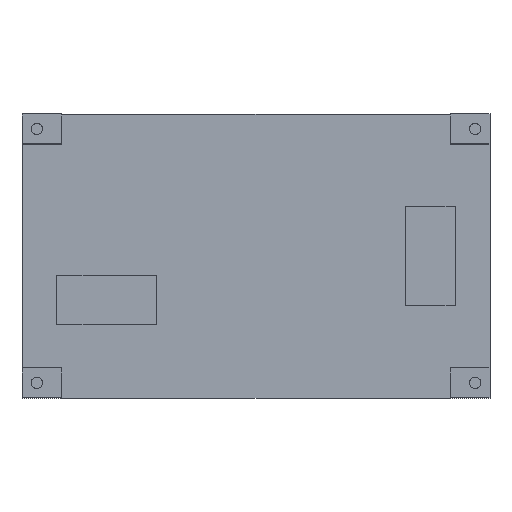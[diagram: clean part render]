
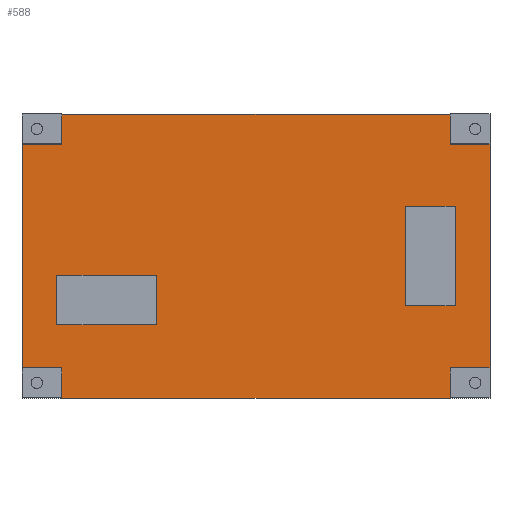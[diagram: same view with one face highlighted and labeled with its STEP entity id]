
A CAD part, top view. The second image highlights one B-rep face of the part: STEP entity #588.
In plain terms, the highlighted planar face has unit normal (0, 0, 1).
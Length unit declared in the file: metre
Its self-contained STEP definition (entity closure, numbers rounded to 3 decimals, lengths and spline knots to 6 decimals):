
#24=ORIENTED_EDGE('',*,*,#184,.T.);
#25=ORIENTED_EDGE('',*,*,#185,.F.);
#26=ORIENTED_EDGE('',*,*,#186,.F.);
#27=ORIENTED_EDGE('',*,*,#187,.T.);
#28=ORIENTED_EDGE('',*,*,#188,.F.);
#29=ORIENTED_EDGE('',*,*,#189,.T.);
#30=ORIENTED_EDGE('',*,*,#190,.T.);
#31=ORIENTED_EDGE('',*,*,#191,.F.);
#32=ORIENTED_EDGE('',*,*,#192,.T.);
#33=ORIENTED_EDGE('',*,*,#193,.T.);
#34=ORIENTED_EDGE('',*,*,#194,.F.);
#35=ORIENTED_EDGE('',*,*,#195,.F.);
#36=ORIENTED_EDGE('',*,*,#196,.T.);
#37=ORIENTED_EDGE('',*,*,#197,.T.);
#38=ORIENTED_EDGE('',*,*,#198,.F.);
#39=ORIENTED_EDGE('',*,*,#199,.F.);
#40=ORIENTED_EDGE('',*,*,#200,.T.);
#41=ORIENTED_EDGE('',*,*,#201,.T.);
#42=ORIENTED_EDGE('',*,*,#202,.F.);
#43=ORIENTED_EDGE('',*,*,#203,.F.);
#184=EDGE_CURVE('',#264,#265,#320,.T.);
#185=EDGE_CURVE('',#266,#265,#321,.T.);
#186=EDGE_CURVE('',#267,#266,#322,.T.);
#187=EDGE_CURVE('',#267,#268,#323,.T.);
#188=EDGE_CURVE('',#269,#268,#324,.T.);
#189=EDGE_CURVE('',#269,#270,#325,.T.);
#190=EDGE_CURVE('',#270,#271,#326,.T.);
#191=EDGE_CURVE('',#272,#271,#327,.T.);
#192=EDGE_CURVE('',#272,#273,#328,.T.);
#193=EDGE_CURVE('',#273,#274,#329,.T.);
#194=EDGE_CURVE('',#275,#274,#330,.T.);
#195=EDGE_CURVE('',#264,#275,#331,.T.);
#196=EDGE_CURVE('',#276,#277,#332,.T.);
#197=EDGE_CURVE('',#277,#278,#333,.T.);
#198=EDGE_CURVE('',#279,#278,#334,.T.);
#199=EDGE_CURVE('',#276,#279,#335,.T.);
#200=EDGE_CURVE('',#280,#281,#336,.T.);
#201=EDGE_CURVE('',#281,#282,#337,.T.);
#202=EDGE_CURVE('',#283,#282,#338,.T.);
#203=EDGE_CURVE('',#280,#283,#339,.T.);
#264=VERTEX_POINT('',#846);
#265=VERTEX_POINT('',#847);
#266=VERTEX_POINT('',#849);
#267=VERTEX_POINT('',#851);
#268=VERTEX_POINT('',#853);
#269=VERTEX_POINT('',#855);
#270=VERTEX_POINT('',#857);
#271=VERTEX_POINT('',#859);
#272=VERTEX_POINT('',#861);
#273=VERTEX_POINT('',#863);
#274=VERTEX_POINT('',#865);
#275=VERTEX_POINT('',#867);
#276=VERTEX_POINT('',#870);
#277=VERTEX_POINT('',#871);
#278=VERTEX_POINT('',#873);
#279=VERTEX_POINT('',#875);
#280=VERTEX_POINT('',#878);
#281=VERTEX_POINT('',#879);
#282=VERTEX_POINT('',#881);
#283=VERTEX_POINT('',#883);
#320=LINE('',#845,#392);
#321=LINE('',#848,#393);
#322=LINE('',#850,#394);
#323=LINE('',#852,#395);
#324=LINE('',#854,#396);
#325=LINE('',#856,#397);
#326=LINE('',#858,#398);
#327=LINE('',#860,#399);
#328=LINE('',#862,#400);
#329=LINE('',#864,#401);
#330=LINE('',#866,#402);
#331=LINE('',#868,#403);
#332=LINE('',#869,#404);
#333=LINE('',#872,#405);
#334=LINE('',#874,#406);
#335=LINE('',#876,#407);
#336=LINE('',#877,#408);
#337=LINE('',#880,#409);
#338=LINE('',#882,#410);
#339=LINE('',#884,#411);
#392=VECTOR('',#685,1.);
#393=VECTOR('',#686,1.);
#394=VECTOR('',#687,1.);
#395=VECTOR('',#688,1.);
#396=VECTOR('',#689,1.);
#397=VECTOR('',#690,1.);
#398=VECTOR('',#691,1.);
#399=VECTOR('',#692,1.);
#400=VECTOR('',#693,1.);
#401=VECTOR('',#694,1.);
#402=VECTOR('',#695,1.);
#403=VECTOR('',#696,1.);
#404=VECTOR('',#697,1.);
#405=VECTOR('',#698,1.);
#406=VECTOR('',#699,1.);
#407=VECTOR('',#700,1.);
#408=VECTOR('',#701,1.);
#409=VECTOR('',#702,1.);
#410=VECTOR('',#703,1.);
#411=VECTOR('',#704,1.);
#464=EDGE_LOOP('',(#24,#25,#26,#27,#28,#29,#30,#31,#32,#33,#34,#35));
#465=EDGE_LOOP('',(#36,#37,#38,#39));
#466=EDGE_LOOP('',(#40,#41,#42,#43));
#510=FACE_BOUND('',#464,.T.);
#511=FACE_BOUND('',#465,.T.);
#512=FACE_BOUND('',#466,.T.);
#556=PLANE('',#637);
#588=ADVANCED_FACE('',(#510,#511,#512),#556,.T.);
#637=AXIS2_PLACEMENT_3D('',#844,#683,#684);
#683=DIRECTION('',(0.,0.,1.));
#684=DIRECTION('',(1.,0.,0.));
#685=DIRECTION('',(-1.,0.,0.));
#686=DIRECTION('',(0.,-1.,0.));
#687=DIRECTION('',(1.,0.,0.));
#688=DIRECTION('',(0.,-1.,0.));
#689=DIRECTION('',(1.,0.,0.));
#690=DIRECTION('',(0.,-1.,0.));
#691=DIRECTION('',(1.,0.,0.));
#692=DIRECTION('',(0.,1.,0.));
#693=DIRECTION('',(1.,0.,0.));
#694=DIRECTION('',(0.,1.,0.));
#695=DIRECTION('',(-1.,0.,0.));
#696=DIRECTION('',(0.,-1.,0.));
#697=DIRECTION('',(1.,0.,0.));
#698=DIRECTION('',(0.,-1.,0.));
#699=DIRECTION('',(1.,0.,0.));
#700=DIRECTION('',(0.,-1.,0.));
#701=DIRECTION('',(1.,0.,0.));
#702=DIRECTION('',(0.,-1.,0.));
#703=DIRECTION('',(1.,0.,0.));
#704=DIRECTION('',(0.,-1.,0.));
#844=CARTESIAN_POINT('',(0.,0.,0.003));
#845=CARTESIAN_POINT('',(0.044,0.0225,0.003));
#846=CARTESIAN_POINT('',(0.047,0.0225,0.003));
#847=CARTESIAN_POINT('',(0.039,0.0225,0.003));
#848=CARTESIAN_POINT('',(0.039,0.0255,0.003));
#849=CARTESIAN_POINT('',(0.039,0.0285,0.003));
#850=CARTESIAN_POINT('',(0.,0.0285,0.003));
#851=CARTESIAN_POINT('',(-0.039,0.0285,0.003));
#852=CARTESIAN_POINT('',(-0.039,0.0255,0.003));
#853=CARTESIAN_POINT('',(-0.039,0.0225,0.003));
#854=CARTESIAN_POINT('',(-0.044,0.0225,0.003));
#855=CARTESIAN_POINT('',(-0.047,0.0225,0.003));
#856=CARTESIAN_POINT('',(-0.047,0.,0.003));
#857=CARTESIAN_POINT('',(-0.047,-0.0225,0.003));
#858=CARTESIAN_POINT('',(-0.044,-0.0225,0.003));
#859=CARTESIAN_POINT('',(-0.039,-0.0225,0.003));
#860=CARTESIAN_POINT('',(-0.039,-0.0255,0.003));
#861=CARTESIAN_POINT('',(-0.039,-0.0285,0.003));
#862=CARTESIAN_POINT('',(0.,-0.0285,0.003));
#863=CARTESIAN_POINT('',(0.039,-0.0285,0.003));
#864=CARTESIAN_POINT('',(0.039,-0.0255,0.003));
#865=CARTESIAN_POINT('',(0.039,-0.0225,0.003));
#866=CARTESIAN_POINT('',(0.044,-0.0225,0.003));
#867=CARTESIAN_POINT('',(0.047,-0.0225,0.003));
#868=CARTESIAN_POINT('',(0.047,0.,0.003));
#869=CARTESIAN_POINT('',(0.035,0.01,0.003));
#870=CARTESIAN_POINT('',(0.03,0.01,0.003));
#871=CARTESIAN_POINT('',(0.04,0.01,0.003));
#872=CARTESIAN_POINT('',(0.04,0.,0.003));
#873=CARTESIAN_POINT('',(0.04,-0.01,0.003));
#874=CARTESIAN_POINT('',(0.035,-0.01,0.003));
#875=CARTESIAN_POINT('',(0.03,-0.01,0.003));
#876=CARTESIAN_POINT('',(0.03,0.,0.003));
#877=CARTESIAN_POINT('',(-0.03,-0.003816,0.003));
#878=CARTESIAN_POINT('',(-0.04,-0.003816,0.003));
#879=CARTESIAN_POINT('',(-0.02,-0.003816,0.003));
#880=CARTESIAN_POINT('',(-0.02,-0.008816,0.003));
#881=CARTESIAN_POINT('',(-0.02,-0.013816,0.003));
#882=CARTESIAN_POINT('',(-0.03,-0.013816,0.003));
#883=CARTESIAN_POINT('',(-0.04,-0.013816,0.003));
#884=CARTESIAN_POINT('',(-0.04,-0.008816,0.003));
